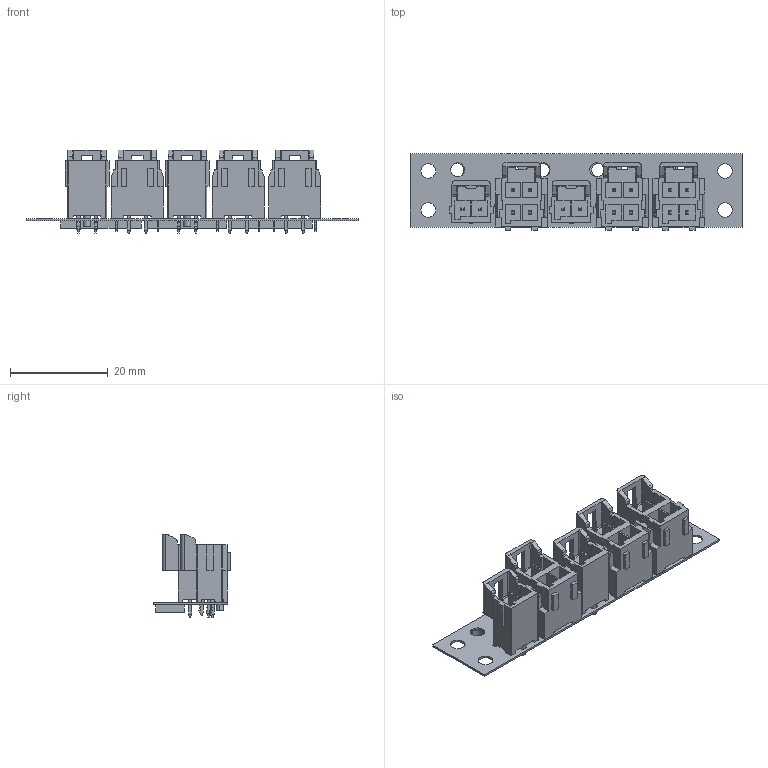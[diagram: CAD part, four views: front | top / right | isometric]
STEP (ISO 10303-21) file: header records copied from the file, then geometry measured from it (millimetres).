
FILE_DESCRIPTION(('Open CASCADE Model'),'2;1');
FILE_NAME('Open CASCADE Shape Model','2017-02-27T20:39:44',('Author'),( 'Open CASCADE'),'Open CASCADE STEP processor 6.8','Open CASCADE 6.8' ,'Unknown');
FILE_SCHEMA(('AUTOMOTIVE_DESIGN { 1 0 10303 214 1 1 1 1 }'));
Length unit declared in the file: millimetre
Products named in the file (17): PCB; Board; S1; ScrewSwitch; S3; P3; 1722991104; Open CASCADE STEP translator 6.8 2.4.1.1; Open CASCADE STEP translator 6.8 2.4.1.2; P5; P4; S2; P2; 1722861102; Open CASCADE STEP translator 6.8 2.8.1.1; Open CASCADE STEP translator 6.8 2.8.1.2; P1
Assembly tree (21 placements, depth 4):
  PCB
    Board
    S1
      ScrewSwitch
    S3
      ScrewSwitch
    P3
      1722991104
        Open CASCADE STEP translator 6.8 2.4.1.1
        Open CASCADE STEP translator 6.8 2.4.1.2
    P5
      1722991104
        Open CASCADE STEP translator 6.8 2.4.1.1
        Open CASCADE STEP translator 6.8 2.4.1.2
    P4
      1722991104
        Open CASCADE STEP translator 6.8 2.4.1.1
        Open CASCADE STEP translator 6.8 2.4.1.2
    S2
      ScrewSwitch
    P2
      1722861102
        Open CASCADE STEP translator 6.8 2.8.1.1
        Open CASCADE STEP translator 6.8 2.8.1.2
    P1
      1722861102
        Open CASCADE STEP translator 6.8 2.8.1.1
        Open CASCADE STEP translator 6.8 2.8.1.2
Bounding box: 68 x 15.65 x 17.2 mm (x, y, z)
Volume: 4086.6 mm3; surface area: 8667.3 mm2
Topology: 9 solids, 9 shells, 1319 faces, 3620 edges, 2416 vertices
Faces by surface type: plane 977, cylinder 332, sphere 10
Full cylindrical faces by diameter (mm): 1.02 x12, 1.05 x4, 1.6 x2, 2.3 x6, 2.85 x6, 3 x4
Entity records: 46783 total; most frequent: CARTESIAN_POINT 18839, DIRECTION 4944, LINE 3159, VECTOR 3159, ORIENTED_EDGE 2828, PCURVE 2828, DEFINITIONAL_REPRESENTATION 2828, EDGE_CURVE 1414
